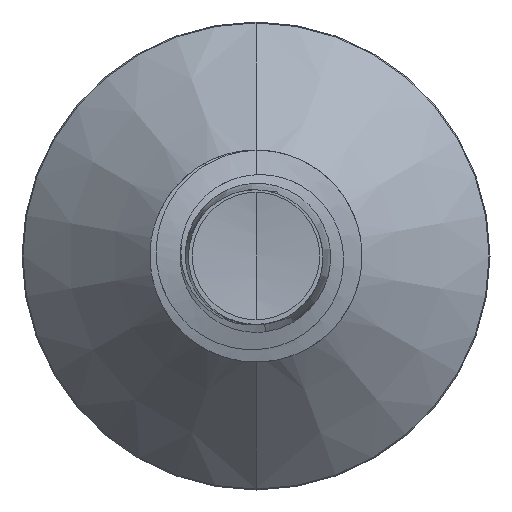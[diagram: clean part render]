
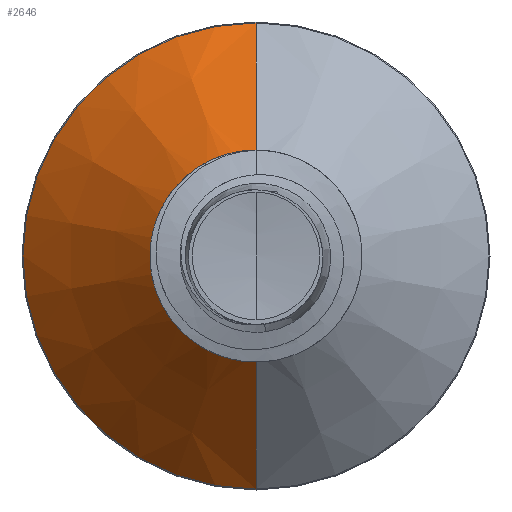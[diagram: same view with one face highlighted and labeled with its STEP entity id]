
A CAD part, front view. The second image highlights one B-rep face of the part: STEP entity #2646.
In plain terms, the highlighted conical face has half-angle 45 degrees and reference radius 0.554 mm.
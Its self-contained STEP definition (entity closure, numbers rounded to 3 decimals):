
#182 = CARTESIAN_POINT ( 'NONE',  ( 0., 0.979, -0.554 ) ) ;
#268 = LINE ( 'NONE', #182, #462 ) ;
#462 = VECTOR ( 'NONE', #6649, 1000. ) ;
#984 = AXIS2_PLACEMENT_3D ( 'NONE', #3840, #3875, #3872 ) ;
#1341 = DIRECTION ( 'NONE',  ( 0., 0.707, 0.707 ) ) ;
#1361 = LINE ( 'NONE', #5282, #9161 ) ;
#1600 = ORIENTED_EDGE ( 'NONE', *, *, #4622, .F. ) ;
#1949 = ORIENTED_EDGE ( 'NONE', *, *, #6306, .T. ) ;
#2114 = ORIENTED_EDGE ( 'NONE', *, *, #6596, .F. ) ;
#2583 = VERTEX_POINT ( 'NONE', #3491 ) ;
#2646 = ADVANCED_FACE ( 'NONE', ( #2928 ), #2727, .T. ) ;
#2727 = CONICAL_SURFACE ( 'NONE', #984, 0.554, 0.785 ) ;
#2781 = AXIS2_PLACEMENT_3D ( 'NONE', #2795, #8106, #3595 ) ;
#2795 = CARTESIAN_POINT ( 'NONE',  ( 0., 1.745, 0. ) ) ;
#2849 = VERTEX_POINT ( 'NONE', #7183 ) ;
#2928 = FACE_OUTER_BOUND ( 'NONE', #3007, .T. ) ;
#3007 = EDGE_LOOP ( 'NONE', ( #1600, #1949, #7231, #2114 ) ) ;
#3159 = CARTESIAN_POINT ( 'NONE',  ( 0., 1.745, 1.32 ) ) ;
#3491 = CARTESIAN_POINT ( 'NONE',  ( 0., 1.745, -1.32 ) ) ;
#3595 = DIRECTION ( 'NONE',  ( 0., 0., 1. ) ) ;
#3840 = CARTESIAN_POINT ( 'NONE',  ( 0., 0.979, 0. ) ) ;
#3872 = DIRECTION ( 'NONE',  ( 0., 0., 1. ) ) ;
#3875 = DIRECTION ( 'NONE',  ( 0., 1., 0. ) ) ;
#4622 = EDGE_CURVE ( 'NONE', #8476, #2583, #268, .T. ) ;
#4870 = CARTESIAN_POINT ( 'NONE',  ( 0., 0.979, 0. ) ) ;
#4965 = VERTEX_POINT ( 'NONE', #3159 ) ;
#5062 = CARTESIAN_POINT ( 'NONE',  ( 0., 0.979, -0.554 ) ) ;
#5189 = CIRCLE ( 'NONE', #2781, 1.32 ) ;
#5282 = CARTESIAN_POINT ( 'NONE',  ( 0., 0.979, 0.554 ) ) ;
#5635 = DIRECTION ( 'NONE',  ( 0., 0., 1. ) ) ;
#5810 = EDGE_CURVE ( 'NONE', #2849, #4965, #1361, .T. ) ;
#6306 = EDGE_CURVE ( 'NONE', #8476, #2849, #8521, .T. ) ;
#6596 = EDGE_CURVE ( 'NONE', #2583, #4965, #5189, .T. ) ;
#6649 = DIRECTION ( 'NONE',  ( 0., 0.707, -0.707 ) ) ;
#7183 = CARTESIAN_POINT ( 'NONE',  ( 0., 0.979, 0.554 ) ) ;
#7231 = ORIENTED_EDGE ( 'NONE', *, *, #5810, .T. ) ;
#8106 = DIRECTION ( 'NONE',  ( 0., 1., 0. ) ) ;
#8476 = VERTEX_POINT ( 'NONE', #5062 ) ;
#8521 = CIRCLE ( 'NONE', #9428, 0.554 ) ;
#9161 = VECTOR ( 'NONE', #1341, 1000. ) ;
#9428 = AXIS2_PLACEMENT_3D ( 'NONE', #4870, #9904, #5635 ) ;
#9904 = DIRECTION ( 'NONE',  ( 0., 1., 0. ) ) ;
